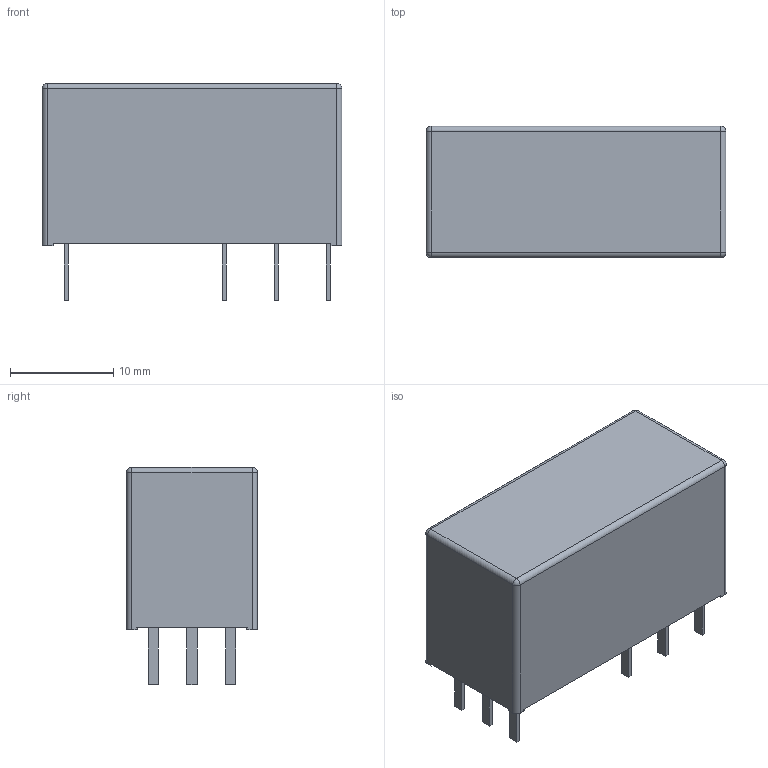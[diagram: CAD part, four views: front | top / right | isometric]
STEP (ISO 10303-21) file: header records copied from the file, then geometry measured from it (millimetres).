
FILE_DESCRIPTION(('FreeCAD Model'),'2;1');
FILE_NAME('Relay_DPDT_Schrack-RT2-FormC-Dual-Coil_RM5mm.step','2018-01-20T15:34:27' ,('kicad StepUp'),('ksu MCAD'),'Open CASCADE STEP processor 6.8', 'FreeCAD','Unknown');
FILE_SCHEMA(('AUTOMOTIVE_DESIGN_CC2 { 1 2 10303 214 -1 1 5 4 }'));
Length unit declared in the file: millimetre
Products named in the file (1): Relay_DPDT_Schrack-RT2-FormC-Dual-Coil_RM5mm
Bounding box: 29 x 12.7 x 21 mm (x, y, z)
Volume: 5721.1 mm3; surface area: 2139.1 mm2
Topology: 1 solids, 1 shells, 71 faces, 172 edges, 108 vertices
Faces by surface type: plane 59, cylinder 8, sphere 4
Entity records: 1397 total; most frequent: ORIENTED_EDGE 227, CARTESIAN_POINT 202, EDGE_CURVE 168, LINE 148, VERTEX_POINT 108, AXIS2_PLACEMENT_3D 83, FACE_BOUND 80, EDGE_LOOP 80
